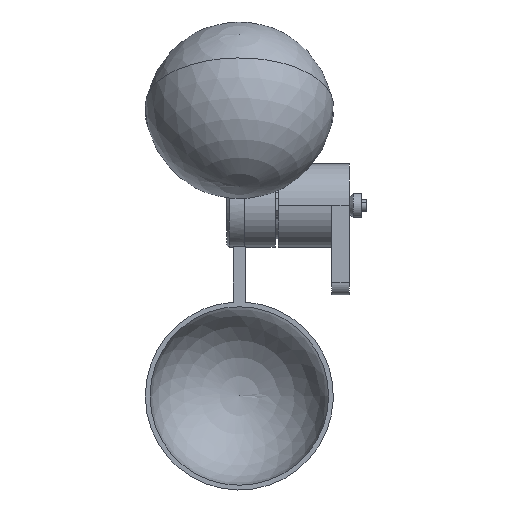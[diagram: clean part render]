
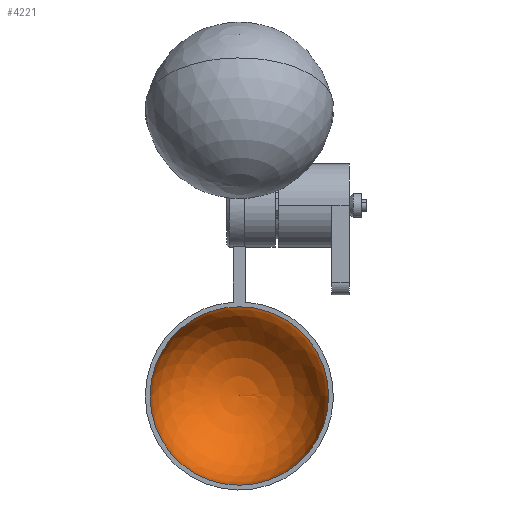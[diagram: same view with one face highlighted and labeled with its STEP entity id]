
A CAD part, left-side view. The second image highlights one B-rep face of the part: STEP entity #4221.
In plain terms, the highlighted spherical face has radius 15 mm.
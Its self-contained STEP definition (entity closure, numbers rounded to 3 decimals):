
#312 = DIRECTION ( 'NONE',  ( 0., 1., 0. ) ) ;
#487 = EDGE_CURVE ( 'NONE', #784, #3982, #1022, .T. ) ;
#551 = FACE_OUTER_BOUND ( 'NONE', #4194, .T. ) ;
#690 = CARTESIAN_POINT ( 'NONE',  ( 0., 0., 0. ) ) ;
#784 = VERTEX_POINT ( 'NONE', #3784 ) ;
#882 = CIRCLE ( 'NONE', #1556, 15. ) ;
#1022 = CIRCLE ( 'NONE', #1956, 15. ) ;
#1451 = DIRECTION ( 'NONE',  ( 0., 0., 1. ) ) ;
#1556 = AXIS2_PLACEMENT_3D ( 'NONE', #2633, #312, #2667 ) ;
#1711 = ORIENTED_EDGE ( 'NONE', *, *, #487, .F. ) ;
#1956 = AXIS2_PLACEMENT_3D ( 'NONE', #2619, #3521, #1451 ) ;
#2619 = CARTESIAN_POINT ( 'NONE',  ( 0., 0., 15. ) ) ;
#2633 = CARTESIAN_POINT ( 'NONE',  ( 0., 0., 15. ) ) ;
#2667 = DIRECTION ( 'NONE',  ( 0., 0., 1. ) ) ;
#3034 = DIRECTION ( 'NONE',  ( -1., 0., 0. ) ) ;
#3348 = ORIENTED_EDGE ( 'NONE', *, *, #4517, .F. ) ;
#3521 = DIRECTION ( 'NONE',  ( 0., 1., 0. ) ) ;
#3784 = CARTESIAN_POINT ( 'NONE',  ( 0., 0., 30. ) ) ;
#3982 = VERTEX_POINT ( 'NONE', #690 ) ;
#4146 = CARTESIAN_POINT ( 'NONE',  ( 0., 0., 15. ) ) ;
#4194 = EDGE_LOOP ( 'NONE', ( #1711, #3348 ) ) ;
#4221 = ADVANCED_FACE ( 'NONE', ( #551 ), #4644, .F. ) ;
#4249 = DIRECTION ( 'NONE',  ( 0., -1., 0. ) ) ;
#4421 = AXIS2_PLACEMENT_3D ( 'NONE', #4146, #4249, #3034 ) ;
#4517 = EDGE_CURVE ( 'NONE', #3982, #784, #882, .T. ) ;
#4644 = SPHERICAL_SURFACE ( 'NONE', #4421, 15. ) ;
